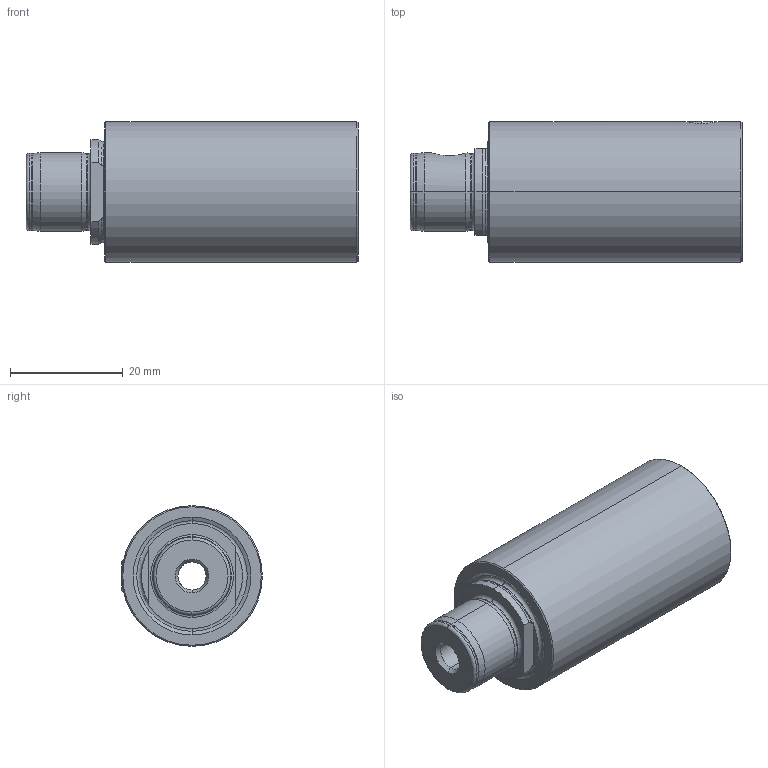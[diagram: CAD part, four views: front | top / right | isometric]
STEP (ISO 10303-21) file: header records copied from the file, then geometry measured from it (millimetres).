
FILE_DESCRIPTION (( 'STEP AP203' ), '1' );
FILE_NAME ('132.250.002.STEP', '2018-03-13T09:45:20', ( 'SWIAdmin' ), ( 'Hewlett-Packard Company' ), 'SwSTEP 2.0', 'SolidWorks 2017', '' );
FILE_SCHEMA (( 'CONFIG_CONTROL_DESIGN' ));
Length unit declared in the file: millimetre
Products named in the file (3): MB2-MB2.K01.045_C; 132.250.002; MB2-ER1.001.008_A
Assembly tree (2 placements, depth 2):
  132.250.002
    MB2-MB2.K01.045_C
    MB2-ER1.001.008_A
Bounding box: 59 x 25 x 25 mm (x, y, z)
Volume: 20833.6 mm3; surface area: 6756.2 mm2
Topology: 2 solids, 2 shells, 125 faces, 291 edges, 172 vertices
Faces by surface type: cone 43, cylinder 32, plane 30, torus 20
Entity records: 4184 total; most frequent: CARTESIAN_POINT 1021, DIRECTION 643, ORIENTED_EDGE 578, EDGE_CURVE 289, AXIS2_PLACEMENT_3D 268, VERTEX_POINT 172, CIRCLE 138, EDGE_LOOP 135
